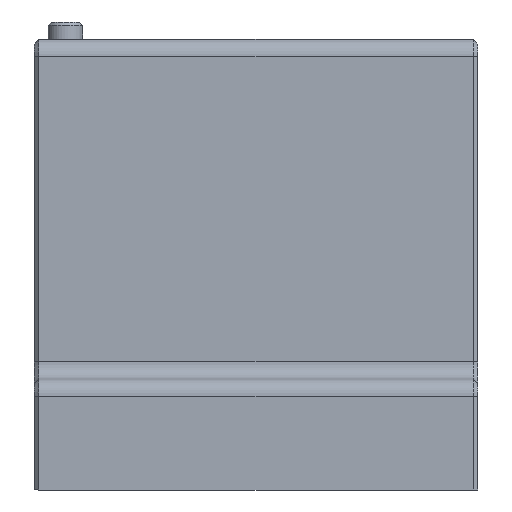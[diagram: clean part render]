
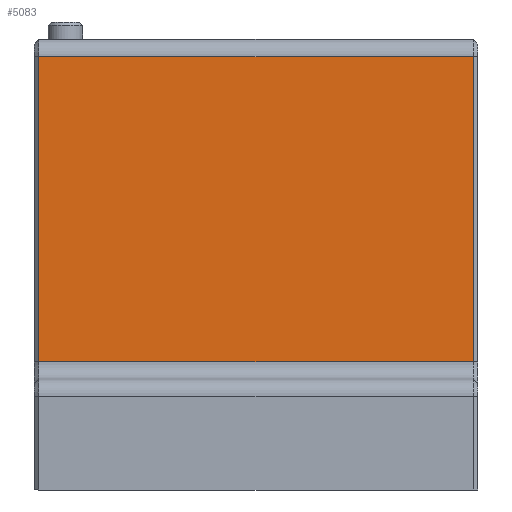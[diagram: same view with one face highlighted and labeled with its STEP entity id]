
A CAD part, front view. The second image highlights one B-rep face of the part: STEP entity #5083.
In plain terms, the highlighted planar face has unit normal (0, -1, 0).
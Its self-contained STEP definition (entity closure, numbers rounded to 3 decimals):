
#4835=CARTESIAN_POINT('',(31.3,-32.5,18.5));
#4836=VERTEX_POINT('',#4835);
#4900=CARTESIAN_POINT('',(31.3,-32.5,62.5));
#4901=VERTEX_POINT('',#4900);
#4908=CARTESIAN_POINT('',(31.3,-32.5,62.5));
#4909=DIRECTION('',(0.0,0.0,-1.0));
#4910=VECTOR('',#4909,44.);
#4911=LINE('',#4908,#4910);
#4912=EDGE_CURVE('',#4901,#4836,#4911,.T.);
#5035=CARTESIAN_POINT('',(-31.3,-32.5,18.5));
#5036=VERTEX_POINT('',#5035);
#5051=CARTESIAN_POINT('',(-31.3,-32.5,18.5));
#5052=DIRECTION('',(1.0,0.0,0.0));
#5053=VECTOR('',#5052,62.6);
#5054=LINE('',#5051,#5053);
#5055=EDGE_CURVE('',#5036,#4836,#5054,.T.);
#5060=CARTESIAN_POINT('',(0.0,-32.5,65.));
#5061=DIRECTION('',(0.0,1.0,0.0));
#5062=DIRECTION('',(0.0,0.0,1.0));
#5063=AXIS2_PLACEMENT_3D('',#5060,#5061,#5062);
#5064=PLANE('',#5063);
#5065=CARTESIAN_POINT('',(-31.3,-32.5,62.5));
#5066=VERTEX_POINT('',#5065);
#5067=CARTESIAN_POINT('',(-31.3,-32.5,18.5));
#5068=DIRECTION('',(0.0,0.0,1.0));
#5069=VECTOR('',#5068,44.);
#5070=LINE('',#5067,#5069);
#5071=EDGE_CURVE('',#5036,#5066,#5070,.T.);
#5072=ORIENTED_EDGE('',*,*,#5071,.F.);
#5073=ORIENTED_EDGE('',*,*,#5055,.T.);
#5074=ORIENTED_EDGE('',*,*,#4912,.F.);
#5075=CARTESIAN_POINT('',(31.3,-32.5,62.5));
#5076=DIRECTION('',(-1.0,0.0,0.0));
#5077=VECTOR('',#5076,62.6);
#5078=LINE('',#5075,#5077);
#5079=EDGE_CURVE('',#4901,#5066,#5078,.T.);
#5080=ORIENTED_EDGE('',*,*,#5079,.T.);
#5081=EDGE_LOOP('',(#5072,#5073,#5074,#5080));
#5082=FACE_OUTER_BOUND('',#5081,.T.);
#5083=ADVANCED_FACE('',(#5082),#5064,.F.);
